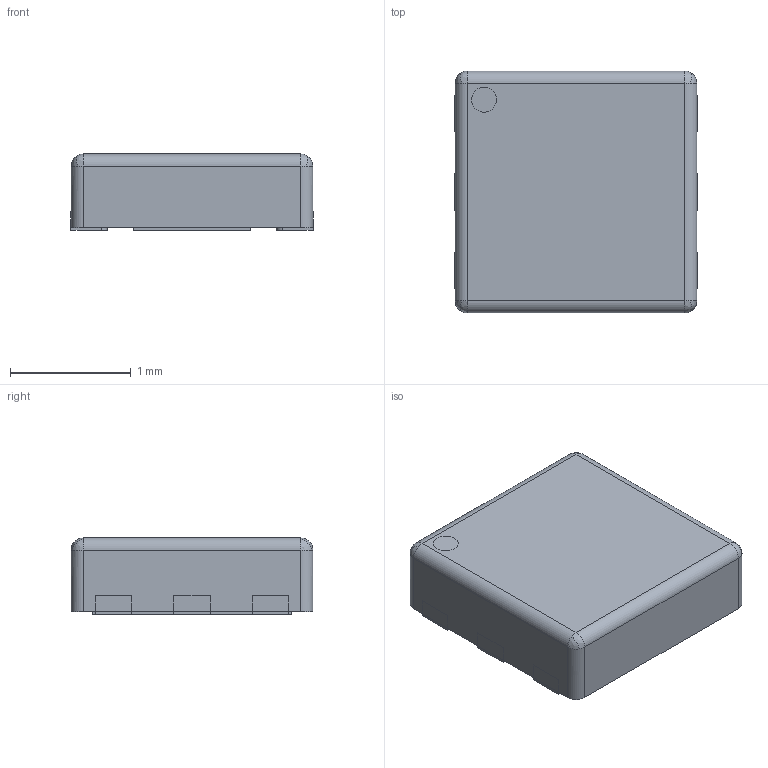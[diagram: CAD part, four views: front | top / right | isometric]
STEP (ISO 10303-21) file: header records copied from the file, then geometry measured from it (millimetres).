
FILE_DESCRIPTION (( 'STEP AP214' ), '1' );
FILE_NAME ('AH8500-FDC-7.STEP', '2024-12-15T17:29:36', ( '' ), ( '' ), 'SwSTEP 2.0', 'SolidWorks 2023', '' );
FILE_SCHEMA (( 'AUTOMOTIVE_DESIGN' ));
Length unit declared in the file: millimetre
Products named in the file (3): AH8500-FDC-7; 2; 1
Assembly tree (2 placements, depth 2):
  AH8500-FDC-7
    1
    2
Bounding box: 2 x 2 x 0.63 mm (x, y, z)
Surface area: 18.5 mm2
Topology: 8 solids, 8 shells, 78 faces, 185 edges, 116 vertices
Faces by surface type: plane 49, cylinder 21, bspline 8
Entity records: 3049 total; most frequent: CARTESIAN_POINT 512, DIRECTION 383, ORIENTED_EDGE 354, EDGE_CURVE 177, AXIS2_PLACEMENT_3D 133, LINE 117, VECTOR 117, VERTEX_POINT 116
